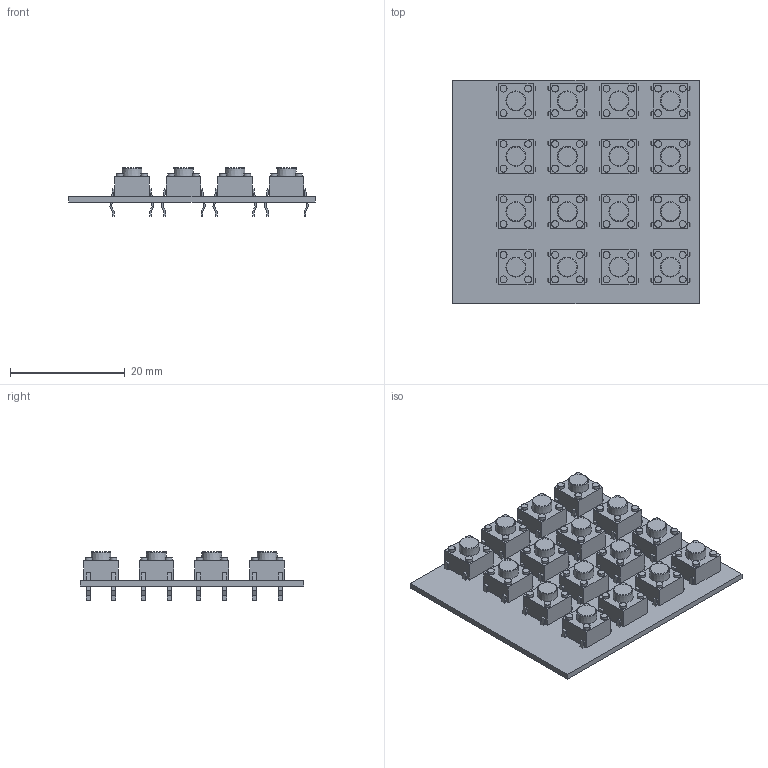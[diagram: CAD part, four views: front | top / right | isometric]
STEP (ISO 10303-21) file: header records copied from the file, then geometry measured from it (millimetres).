
FILE_DESCRIPTION(/* description */ ('STEP AP242','CAx-IF Rec.Pracs.---Representation and Presentation of Product Manufacturing Information (PMI)---4.0---2014-10-13','CAx-IF Rec.Pracs.---3D Tessellated Geometry---0.4---2014-09-14','2;1'),/* implementation_level */ '2;1');
FILE_NAME(/* name */ '67972aedb2f1c454ec20fe64',/* time_stamp */ '2025-01-27T06:42:54Z',/* author */ (''),/* organization */ (''),/* preprocessor_version */ 'ST-DEVELOPER v20',/* originating_system */ 'ONSHAPE BY PTC INC, 1.192',/* authorisation */ ' ');
FILE_SCHEMA (('AP242_MANAGED_MODEL_BASED_3D_ENGINEERING_MIM_LF { 1 0 10303 442 1 1 4 }'));
Length unit declared in the file: metre
Products named in the file (33): Part 1; Part 49; Part 48; Part 44; Part 45; Part 46; Part 47; Part 20; Part 21; Part 22; Part 23; Part 24; Part 25; Part 26; Part 27; Part 28; Part 29; Part 30; Part 31; Part 32; Part 33; Part 34; Part 35; Part 36; Part 37; Part 38; Part 39; Part 40; Part 41; Part 42; Part 43; Part 18; Part 19
Bounding box: 43 x 39 x 8.5 mm (x, y, z)
Volume: 3826.2 mm3; surface area: 7487 mm2
Topology: 33 solids, 33 shells, 1030 faces, 2460 edges, 1640 vertices
Faces by surface type: plane 918, cylinder 80, cone 16, torus 16
Full cylindrical faces by diameter (mm): 1.2 x64, 3.5 x16
Entity records: 36696 total; most frequent: CARTESIAN_POINT 5019, DIRECTION 4666, ORIENTED_EDGE 4664, EDGE_CURVE 2332, LINE 2124, VECTOR 2124, VERTEX_POINT 1624, EDGE_LOOP 1286
